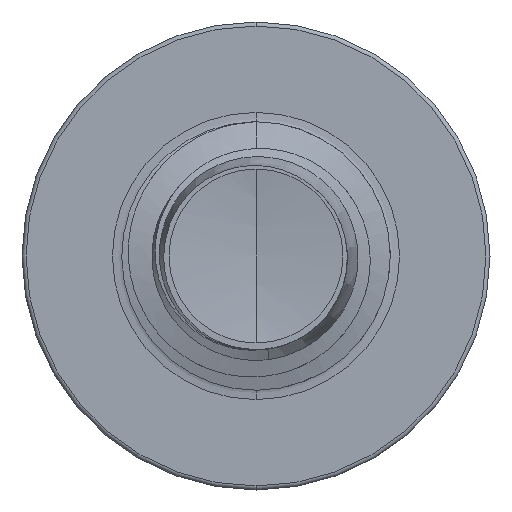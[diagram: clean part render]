
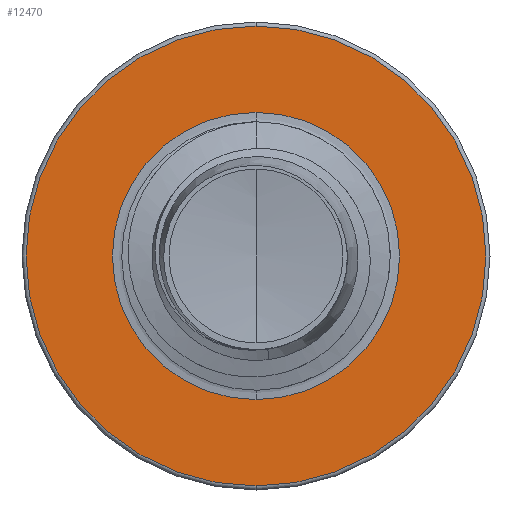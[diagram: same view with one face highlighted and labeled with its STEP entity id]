
A CAD part, front view. The second image highlights one B-rep face of the part: STEP entity #12470.
In plain terms, the highlighted planar face has unit normal (0, -1, 0).
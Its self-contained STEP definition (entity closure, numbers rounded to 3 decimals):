
#161 = DIRECTION ( 'NONE',  ( 0., 0., 1. ) ) ;
#165 = DIRECTION ( 'NONE',  ( 0., 1., 0. ) ) ;
#189 = CARTESIAN_POINT ( 'NONE',  ( 0., 3., 0. ) ) ;
#750 = DIRECTION ( 'NONE',  ( 0., 0., 1. ) ) ;
#773 = DIRECTION ( 'NONE',  ( 0., 1., 0. ) ) ;
#834 = PLANE ( 'NONE',  #2794 ) ;
#847 = AXIS2_PLACEMENT_3D ( 'NONE', #6034, #6018, #6015 ) ;
#1092 = CARTESIAN_POINT ( 'NONE',  ( 0., 3., -1.872 ) ) ;
#1802 = CIRCLE ( 'NONE', #847, 2.997 ) ;
#2043 = CARTESIAN_POINT ( 'NONE',  ( 0., 3., -1.872 ) ) ;
#2060 = CARTESIAN_POINT ( 'NONE',  ( 0., 3., 1.872 ) ) ;
#2290 = EDGE_CURVE ( 'NONE', #4541, #11431, #6620, .T. ) ;
#2794 = AXIS2_PLACEMENT_3D ( 'NONE', #1092, #773, #750 ) ;
#2959 = ORIENTED_EDGE ( 'NONE', *, *, #8866, .F. ) ;
#2967 = CARTESIAN_POINT ( 'NONE',  ( 0., 3., -2.997 ) ) ;
#3024 = AXIS2_PLACEMENT_3D ( 'NONE', #5554, #5549, #5537 ) ;
#3367 = VERTEX_POINT ( 'NONE', #5764 ) ;
#4243 = CIRCLE ( 'NONE', #11127, 1.872 ) ;
#4280 = DIRECTION ( 'NONE',  ( 0., 0., 1. ) ) ;
#4301 = DIRECTION ( 'NONE',  ( 0., 1., 0. ) ) ;
#4317 = CARTESIAN_POINT ( 'NONE',  ( 0., 3., 0. ) ) ;
#4541 = VERTEX_POINT ( 'NONE', #2043 ) ;
#4654 = CIRCLE ( 'NONE', #3024, 2.997 ) ;
#4931 = AXIS2_PLACEMENT_3D ( 'NONE', #189, #165, #161 ) ;
#5537 = DIRECTION ( 'NONE',  ( 0., 0., 1. ) ) ;
#5549 = DIRECTION ( 'NONE',  ( 0., 1., 0. ) ) ;
#5554 = CARTESIAN_POINT ( 'NONE',  ( 0., 3., 0. ) ) ;
#5764 = CARTESIAN_POINT ( 'NONE',  ( 0., 3., 2.998 ) ) ;
#6015 = DIRECTION ( 'NONE',  ( 0., 0., 1. ) ) ;
#6018 = DIRECTION ( 'NONE',  ( 0., 1., 0. ) ) ;
#6034 = CARTESIAN_POINT ( 'NONE',  ( 0., 3., 0. ) ) ;
#6328 = ORIENTED_EDGE ( 'NONE', *, *, #9677, .T. ) ;
#6620 = CIRCLE ( 'NONE', #4931, 1.872 ) ;
#8666 = EDGE_CURVE ( 'NONE', #3367, #13142, #1802, .T. ) ;
#8866 = EDGE_CURVE ( 'NONE', #13142, #3367, #4654, .T. ) ;
#9677 = EDGE_CURVE ( 'NONE', #11431, #4541, #4243, .T. ) ;
#9746 = ORIENTED_EDGE ( 'NONE', *, *, #2290, .T. ) ;
#10231 = EDGE_LOOP ( 'NONE', ( #6328, #9746 ) ) ;
#10603 = FACE_BOUND ( 'NONE', #10231, .T. ) ;
#11095 = EDGE_LOOP ( 'NONE', ( #13027, #2959 ) ) ;
#11127 = AXIS2_PLACEMENT_3D ( 'NONE', #4317, #4301, #4280 ) ;
#11431 = VERTEX_POINT ( 'NONE', #2060 ) ;
#12409 = FACE_OUTER_BOUND ( 'NONE', #11095, .T. ) ;
#12470 = ADVANCED_FACE ( 'NONE', ( #12409, #10603 ), #834, .F. ) ;
#13027 = ORIENTED_EDGE ( 'NONE', *, *, #8666, .F. ) ;
#13142 = VERTEX_POINT ( 'NONE', #2967 ) ;
